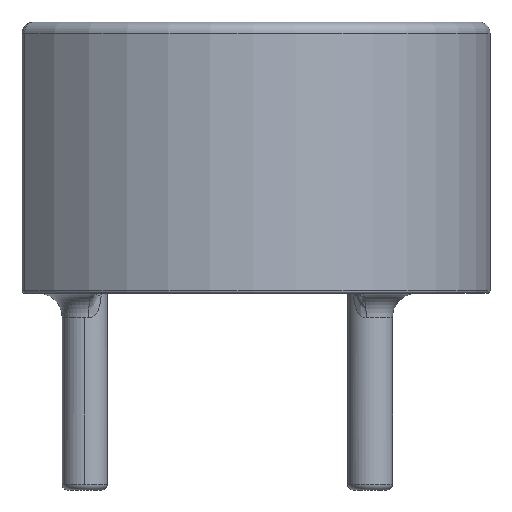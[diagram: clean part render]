
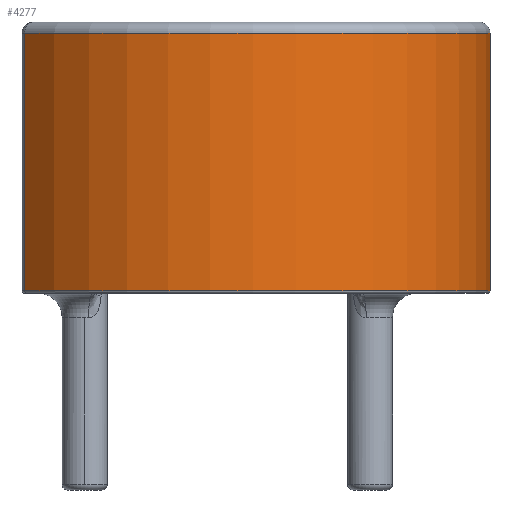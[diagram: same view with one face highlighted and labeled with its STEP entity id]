
A CAD part, front view. The second image highlights one B-rep face of the part: STEP entity #4277.
In plain terms, the highlighted cylindrical face has radius 4.675 mm (diameter 9.35 mm), a partial arc.
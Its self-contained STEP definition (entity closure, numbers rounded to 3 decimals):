
#27 = DIRECTION ( 'NONE',  ( 0., 0., -1. ) ) ;
#29 = CARTESIAN_POINT ( 'NONE',  ( 0., 0., 4.83 ) ) ;
#372 = CIRCLE ( 'NONE', #1347, 4.675 ) ;
#393 = DIRECTION ( 'NONE',  ( 1., 0., 0. ) ) ;
#446 = CARTESIAN_POINT ( 'NONE',  ( 4.675, 0., 0.05 ) ) ;
#745 = AXIS2_PLACEMENT_3D ( 'NONE', #5890, #1506, #6650 ) ;
#803 = LINE ( 'NONE', #856, #8390 ) ;
#815 = CARTESIAN_POINT ( 'NONE',  ( -3.609, -2.971, 4.63 ) ) ;
#856 = CARTESIAN_POINT ( 'NONE',  ( -3.609, -2.971, 4.83 ) ) ;
#981 = EDGE_CURVE ( 'NONE', #7740, #7558, #372, .T. ) ;
#1237 = CARTESIAN_POINT ( 'NONE',  ( -3.609, 2.971, 4.63 ) ) ;
#1347 = AXIS2_PLACEMENT_3D ( 'NONE', #3290, #8428, #4009 ) ;
#1380 = EDGE_CURVE ( 'NONE', #9050, #3433, #3892, .T. ) ;
#1506 = DIRECTION ( 'NONE',  ( 0., 0., -1. ) ) ;
#1557 = CARTESIAN_POINT ( 'NONE',  ( -3.609, 2.971, 0.05 ) ) ;
#1777 = VERTEX_POINT ( 'NONE', #8084 ) ;
#2176 = CARTESIAN_POINT ( 'NONE',  ( -3.609, 2.971, 4.83 ) ) ;
#2194 = AXIS2_PLACEMENT_3D ( 'NONE', #4384, #27, #5133 ) ;
#2663 = ORIENTED_EDGE ( 'NONE', *, *, #5117, .T. ) ;
#3290 = CARTESIAN_POINT ( 'NONE',  ( 0., 0., 0.05 ) ) ;
#3374 = ORIENTED_EDGE ( 'NONE', *, *, #5157, .T. ) ;
#3433 = VERTEX_POINT ( 'NONE', #1237 ) ;
#3436 = CIRCLE ( 'NONE', #2194, 4.675 ) ;
#3516 = CARTESIAN_POINT ( 'NONE',  ( -3.609, -2.971, 0.05 ) ) ;
#3631 = DIRECTION ( 'NONE',  ( 0., 0., 1. ) ) ;
#3820 = EDGE_LOOP ( 'NONE', ( #3374, #4925, #6794, #5637, #2663, #9136 ) ) ;
#3892 = LINE ( 'NONE', #2176, #5613 ) ;
#4009 = DIRECTION ( 'NONE',  ( 1., 0., 0. ) ) ;
#4277 = ADVANCED_FACE ( 'NONE', ( #4377 ), #5443, .T. ) ;
#4377 = FACE_OUTER_BOUND ( 'NONE', #3820, .T. ) ;
#4384 = CARTESIAN_POINT ( 'NONE',  ( 0., 0., 4.63 ) ) ;
#4709 = AXIS2_PLACEMENT_3D ( 'NONE', #29, #6605, #8835 ) ;
#4759 = DIRECTION ( 'NONE',  ( 0., 0., 1. ) ) ;
#4925 = ORIENTED_EDGE ( 'NONE', *, *, #981, .T. ) ;
#5117 = EDGE_CURVE ( 'NONE', #3433, #1777, #3436, .T. ) ;
#5133 = DIRECTION ( 'NONE',  ( 1., 0., 0. ) ) ;
#5157 = EDGE_CURVE ( 'NONE', #7032, #7740, #803, .T. ) ;
#5235 = DIRECTION ( 'NONE',  ( 0., 0., -1. ) ) ;
#5443 = CYLINDRICAL_SURFACE ( 'NONE', #4709, 4.675 ) ;
#5613 = VECTOR ( 'NONE', #3631, 1000. ) ;
#5637 = ORIENTED_EDGE ( 'NONE', *, *, #1380, .T. ) ;
#5890 = CARTESIAN_POINT ( 'NONE',  ( 0., 0., 4.63 ) ) ;
#6605 = DIRECTION ( 'NONE',  ( 0., 0., -1. ) ) ;
#6631 = CIRCLE ( 'NONE', #745, 4.675 ) ;
#6650 = DIRECTION ( 'NONE',  ( 1., 0., 0. ) ) ;
#6677 = EDGE_CURVE ( 'NONE', #7558, #9050, #7336, .T. ) ;
#6794 = ORIENTED_EDGE ( 'NONE', *, *, #6677, .T. ) ;
#7032 = VERTEX_POINT ( 'NONE', #815 ) ;
#7336 = CIRCLE ( 'NONE', #7619, 4.675 ) ;
#7558 = VERTEX_POINT ( 'NONE', #446 ) ;
#7619 = AXIS2_PLACEMENT_3D ( 'NONE', #9162, #4759, #393 ) ;
#7740 = VERTEX_POINT ( 'NONE', #3516 ) ;
#8084 = CARTESIAN_POINT ( 'NONE',  ( 4.675, 0., 4.63 ) ) ;
#8390 = VECTOR ( 'NONE', #5235, 1000. ) ;
#8428 = DIRECTION ( 'NONE',  ( 0., 0., 1. ) ) ;
#8562 = EDGE_CURVE ( 'NONE', #1777, #7032, #6631, .T. ) ;
#8835 = DIRECTION ( 'NONE',  ( -1., 0., 0. ) ) ;
#9050 = VERTEX_POINT ( 'NONE', #1557 ) ;
#9136 = ORIENTED_EDGE ( 'NONE', *, *, #8562, .T. ) ;
#9162 = CARTESIAN_POINT ( 'NONE',  ( 0., 0., 0.05 ) ) ;
